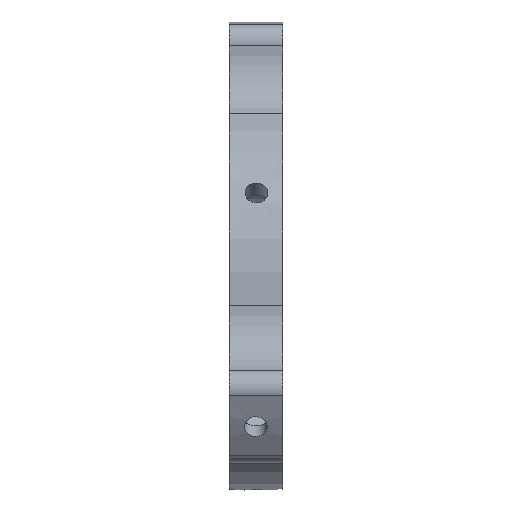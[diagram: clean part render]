
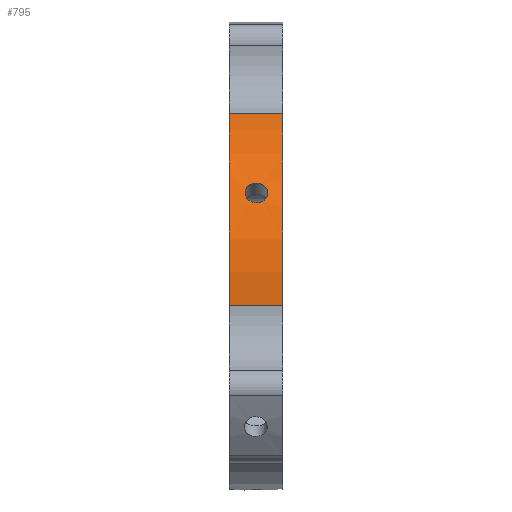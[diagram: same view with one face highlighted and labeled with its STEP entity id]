
A CAD part, left-side view. The second image highlights one B-rep face of the part: STEP entity #795.
In plain terms, the highlighted cylindrical face has radius 26 mm (diameter 52 mm), a partial arc.
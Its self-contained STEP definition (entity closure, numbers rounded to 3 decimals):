
#43=B_SPLINE_CURVE_WITH_KNOTS('',3,(#1736,#1737,#1738,#1739,#1740,#1741,
#1742,#1743,#1744,#1745,#1746,#1747,#1748,#1749,#1750,#1751,#1752,#1753,
#1754,#1755,#1756,#1757,#1758,#1759,#1760,#1761,#1762),.UNSPECIFIED.,.F.,
 .F.,(4,2,2,2,3,2,2,2,2,2,2,2,4),(-0.226,-0.17,
-0.113,-0.057,0.,0.057,0.113,
0.17,0.226,0.283,0.339,
0.396,0.452),.UNSPECIFIED.);
#44=B_SPLINE_CURVE_WITH_KNOTS('',3,(#1763,#1764,#1765,#1766,#1767,#1768,
#1769,#1770,#1771,#1772),.UNSPECIFIED.,.F.,.F.,(4,2,2,2,4),(0.452,
0.509,0.565,0.622,0.678),
 .UNSPECIFIED.);
#76=FACE_BOUND('',#174,.T.);
#109=FACE_OUTER_BOUND('',#173,.T.);
#173=EDGE_LOOP('',(#693,#694,#695,#696));
#174=EDGE_LOOP('',(#697,#698));
#196=LINE('',#1403,#231);
#199=LINE('',#1409,#234);
#231=VECTOR('',#1053,10.);
#234=VECTOR('',#1062,10.);
#271=CIRCLE('',#836,26.);
#286=CIRCLE('',#855,26.);
#326=VERTEX_POINT('',#1163);
#327=VERTEX_POINT('',#1165);
#343=VERTEX_POINT('',#1239);
#344=VERTEX_POINT('',#1241);
#383=VERTEX_POINT('',#1734);
#384=VERTEX_POINT('',#1735);
#407=EDGE_CURVE('',#326,#327,#271,.F.);
#428=EDGE_CURVE('',#343,#344,#286,.F.);
#460=EDGE_CURVE('',#327,#343,#196,.T.);
#463=EDGE_CURVE('',#344,#326,#199,.T.);
#490=EDGE_CURVE('',#383,#384,#43,.T.);
#491=EDGE_CURVE('',#384,#383,#44,.T.);
#693=ORIENTED_EDGE('',*,*,#460,.F.);
#694=ORIENTED_EDGE('',*,*,#407,.F.);
#695=ORIENTED_EDGE('',*,*,#463,.F.);
#696=ORIENTED_EDGE('',*,*,#428,.F.);
#697=ORIENTED_EDGE('',*,*,#490,.T.);
#698=ORIENTED_EDGE('',*,*,#491,.T.);
#759=CYLINDRICAL_SURFACE('',#899,26.);
#795=ADVANCED_FACE('',(#109,#76),#759,.T.);
#836=AXIS2_PLACEMENT_3D('',#1166,#949,#950);
#855=AXIS2_PLACEMENT_3D('',#1242,#991,#992);
#899=AXIS2_PLACEMENT_3D('',#1815,#1102,#1103);
#949=DIRECTION('center_axis',(0.,1.,0.));
#950=DIRECTION('ref_axis',(0.5,0.,-0.866));
#991=DIRECTION('center_axis',(0.,-1.,0.));
#992=DIRECTION('ref_axis',(0.5,0.,-0.866));
#1053=DIRECTION('',(0.,1.,0.));
#1062=DIRECTION('',(0.,-1.,0.));
#1102=DIRECTION('center_axis',(0.,-1.,0.));
#1103=DIRECTION('ref_axis',(-0.866,0.,0.5));
#1163=CARTESIAN_POINT('',(-1675.314,1769.,68.372));
#1165=CARTESIAN_POINT('',(-1689.859,1769.,43.179));
#1166=CARTESIAN_POINT('Origin',(-1663.923,1769.,45.));
#1239=CARTESIAN_POINT('',(-1689.859,1776.,43.179));
#1241=CARTESIAN_POINT('',(-1675.314,1776.,68.372));
#1242=CARTESIAN_POINT('Origin',(-1663.923,1776.,45.));
#1403=CARTESIAN_POINT('',(-1689.859,1775.,43.179));
#1409=CARTESIAN_POINT('',(-1675.314,1775.,68.372));
#1734=CARTESIAN_POINT('',(-1686.44,1773.937,58.));
#1735=CARTESIAN_POINT('',(-1687.152,1772.437,56.679));
#1736=CARTESIAN_POINT('Ctrl Pts',(-1686.44,1773.937,58.));
#1737=CARTESIAN_POINT('Ctrl Pts',(-1686.345,1773.937,58.163));
#1738=CARTESIAN_POINT('Ctrl Pts',(-1686.243,1773.899,58.336));
#1739=CARTESIAN_POINT('Ctrl Pts',(-1686.051,1773.746,58.652));
#1740=CARTESIAN_POINT('Ctrl Pts',(-1685.962,1773.631,58.795));
#1741=CARTESIAN_POINT('Ctrl Pts',(-1685.819,1773.365,59.02));
#1742=CARTESIAN_POINT('Ctrl Pts',(-1685.757,1773.196,59.117));
#1743=CARTESIAN_POINT('Ctrl Pts',(-1685.673,1772.826,59.246));
#1744=CARTESIAN_POINT('Ctrl Pts',(-1685.652,1772.625,59.277));
#1745=CARTESIAN_POINT('Ctrl Pts',(-1685.652,1772.437,59.277));
#1746=CARTESIAN_POINT('Ctrl Pts',(-1685.652,1772.249,59.277));
#1747=CARTESIAN_POINT('Ctrl Pts',(-1685.673,1772.048,59.246));
#1748=CARTESIAN_POINT('Ctrl Pts',(-1685.757,1771.678,59.117));
#1749=CARTESIAN_POINT('Ctrl Pts',(-1685.819,1771.509,59.02));
#1750=CARTESIAN_POINT('Ctrl Pts',(-1685.962,1771.243,58.795));
#1751=CARTESIAN_POINT('Ctrl Pts',(-1686.051,1771.128,58.652));
#1752=CARTESIAN_POINT('Ctrl Pts',(-1686.243,1770.975,58.336));
#1753=CARTESIAN_POINT('Ctrl Pts',(-1686.345,1770.937,58.163));
#1754=CARTESIAN_POINT('Ctrl Pts',(-1686.534,1770.937,57.837));
#1755=CARTESIAN_POINT('Ctrl Pts',(-1686.632,1770.975,57.662));
#1756=CARTESIAN_POINT('Ctrl Pts',(-1686.81,1771.128,57.338));
#1757=CARTESIAN_POINT('Ctrl Pts',(-1686.889,1771.243,57.189));
#1758=CARTESIAN_POINT('Ctrl Pts',(-1687.013,1771.509,56.953));
#1759=CARTESIAN_POINT('Ctrl Pts',(-1687.066,1771.678,56.85));
#1760=CARTESIAN_POINT('Ctrl Pts',(-1687.135,1772.048,56.713));
#1761=CARTESIAN_POINT('Ctrl Pts',(-1687.152,1772.249,56.679));
#1762=CARTESIAN_POINT('Ctrl Pts',(-1687.152,1772.437,56.679));
#1763=CARTESIAN_POINT('Ctrl Pts',(-1687.152,1772.437,56.679));
#1764=CARTESIAN_POINT('Ctrl Pts',(-1687.152,1772.625,56.679));
#1765=CARTESIAN_POINT('Ctrl Pts',(-1687.135,1772.826,56.713));
#1766=CARTESIAN_POINT('Ctrl Pts',(-1687.066,1773.196,56.85));
#1767=CARTESIAN_POINT('Ctrl Pts',(-1687.013,1773.365,56.953));
#1768=CARTESIAN_POINT('Ctrl Pts',(-1686.889,1773.631,57.189));
#1769=CARTESIAN_POINT('Ctrl Pts',(-1686.81,1773.746,57.338));
#1770=CARTESIAN_POINT('Ctrl Pts',(-1686.632,1773.899,57.662));
#1771=CARTESIAN_POINT('Ctrl Pts',(-1686.534,1773.937,57.837));
#1772=CARTESIAN_POINT('Ctrl Pts',(-1686.44,1773.937,58.));
#1815=CARTESIAN_POINT('Origin',(-1663.923,1775.,45.));
